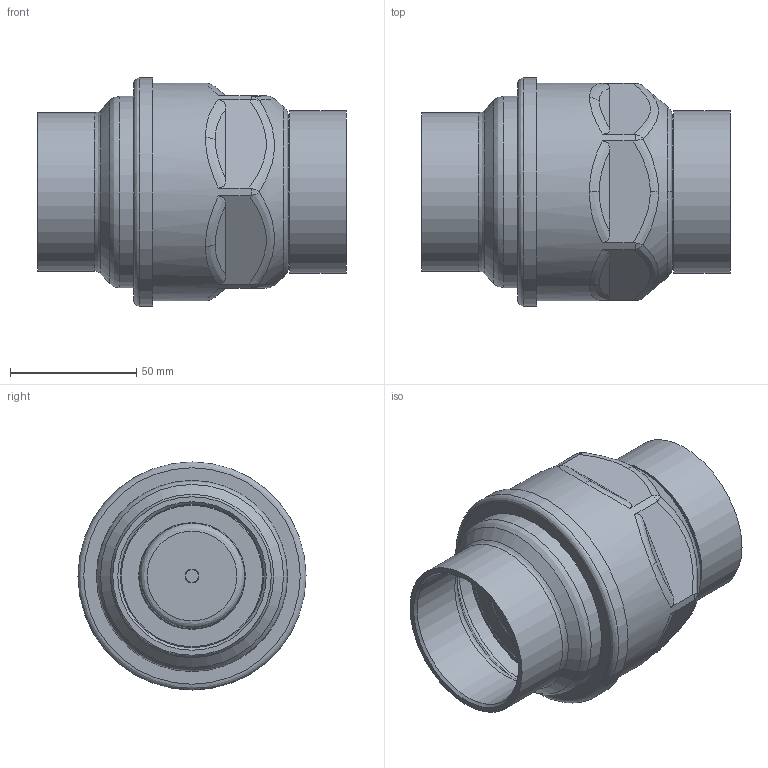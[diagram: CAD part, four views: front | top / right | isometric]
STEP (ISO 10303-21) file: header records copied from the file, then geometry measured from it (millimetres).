
FILE_DESCRIPTION(('STEP AP203'),'2;1');
FILE_NAME('IDRIA 2.stp','2016-05-10T08:34:40',(''),(''),'2015.2.119','THINKDESIGN','');
FILE_SCHEMA(('CONFIG_CONTROL_DESIGN'));
Length unit declared in the file: millimetre
Bounding box: 122.13 x 90.2 x 90.2 mm (x, y, z)
Volume: 85576.4 mm3; surface area: 100363.9 mm2
Topology: 10 solids, 10 shells, 213 faces, 603 edges, 421 vertices
Faces by surface type: bspline 84, cylinder 68, plane 61
Full cylindrical faces by diameter (mm): 5 x1, 5.5 x1, 6 x1, 6.5 x1, 12 x2, 16.5 x1, 20 x1, 37.5 x1, 41.5 x1, 42.2 x1, 46.2 x1, 53.5 x1, 56.5 x1, 56.7 x1, 58.4 x1, 59.4 x1, 60.3 x1, 60.4 x1, 60.5 x1, 62.7 x1, 64.4 x1, 72.3 x1, 75.6 x1, 84 x1, 86 x2, 86.2 x1, 90.2 x1
Entity records: 18867 total; most frequent: CARTESIAN_POINT 13398, ORIENTED_EDGE 1204, DIRECTION 1020, EDGE_CURVE 602, AXIS2_PLACEMENT_3D 445, VERTEX_POINT 420, CIRCLE 304, EDGE_LOOP 240
